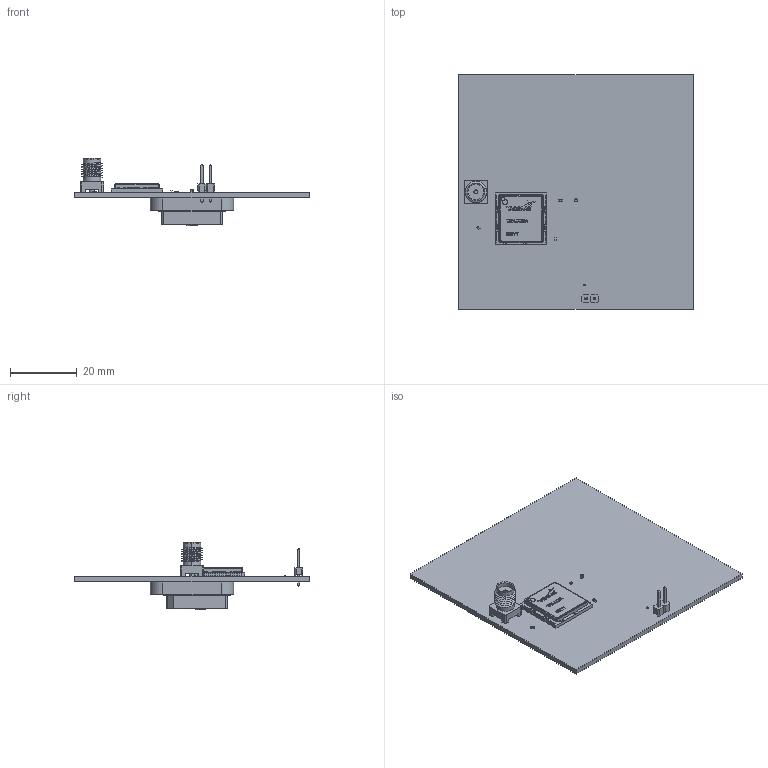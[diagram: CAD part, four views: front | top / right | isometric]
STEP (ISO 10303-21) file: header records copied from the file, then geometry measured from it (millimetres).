
FILE_DESCRIPTION(('Open CASCADE Model'),'2;1');
FILE_NAME('Open CASCADE Shape Model','2025-01-17T14:57:09',('Author'),( 'Open CASCADE'),'Open CASCADE STEP processor 6.8','Open CASCADE 6.8' ,'Unknown');
FILE_SCHEMA(('AUTOMOTIVE_DESIGN { 1 0 10303 214 1 1 1 1 }'));
Length unit declared in the file: millimetre
Products named in the file (144): PCB; Board; Open CASCADE STEP translator 6.8 4.1.1; D1; PESD2V5Y1BSFYL; ANT1; GVLB258.A; C5; GRM0402; J2; PREC002SAAN-RC; 1_row_end_bumps_format; R2; RC_L; U1; TFM110; Open_CASCADE_STEP_translator_6.8_2.1.1; Free-Models; TFM.110A_GNSS_Front_End_Module_(D01); 100222C020000A_D01; 6187622992; Extruded; 6187622672; Extruded-1; L10; 6187618032; Extruded-2; 6187618272; Extruded-3; L8; 6186878432; Extruded-4; 6186878752; Extruded-5; L7; 6187628592; Extruded-6; 6187628992; Extruded-7; L5 ...
Assembly tree (220 placements, depth 9):
  PCB
    Board
      Open CASCADE STEP translator 6.8 4.1.1
    D1
      PESD2V5Y1BSFYL
    ANT1
      GVLB258.A
    C5
      GRM0402
    J2
      PREC002SAAN-RC
        1_row_end_bumps_format  x2
    R2
      RC_L
    U1
      TFM110
        Board
          Open_CASCADE_STEP_translator_6.8_2.1.1
        Free-Models
          TFM.110A_GNSS_Front_End_Module_(D01)
            100222C020000A_D01
              D1
                6187622992
                  Extruded
                6187622672
                  Extruded-1
              L10
                6187618032  x2
                  Extruded-2
                6187618272
                  Extruded-3
              L8
                6186878432  x2
                  Extruded-4
                6186878752
                  Extruded-5
              L7
                6187628592
                  Extruded-6
                6187628992  x2
                  Extruded-7
              L5
                6186877312  x2
                  Extruded-8
                6187630432
                  Extruded-9
              L2
                6186877312  x2
                  Extruded-8
                6187630432
                  Extruded-9
              U5
                6187624832
                  Cylinder-1
                6187625072
                  Extruded-10
              U4
                6187626832
                  Extruded-11
                6187627072
Bounding box: 70.4 x 70.4 x 20.23 mm (x, y, z)
Volume: 12261.2 mm3; surface area: 14287.3 mm2
Topology: 141 solids, 141 shells, 2241 faces, 5502 edges, 3628 vertices
Faces by surface type: plane 1844, bspline 236, cylinder 132, cone 15, sphere 8, torus 6
Full cylindrical faces by diameter (mm): 0.2 x5, 1 x3, 1.5 x1
Entity records: 70210 total; most frequent: CARTESIAN_POINT 15330, ORIENTED_EDGE 8852, DIRECTION 7596, EDGE_CURVE 4426, LINE 3662, VECTOR 3662, VERTEX_POINT 2920, AXIS2_PLACEMENT_3D 1967
